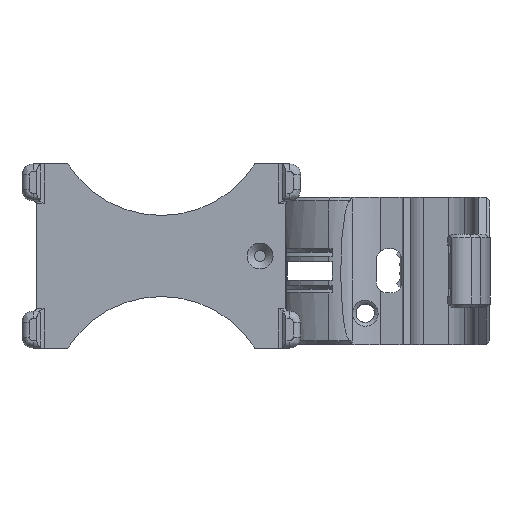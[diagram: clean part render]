
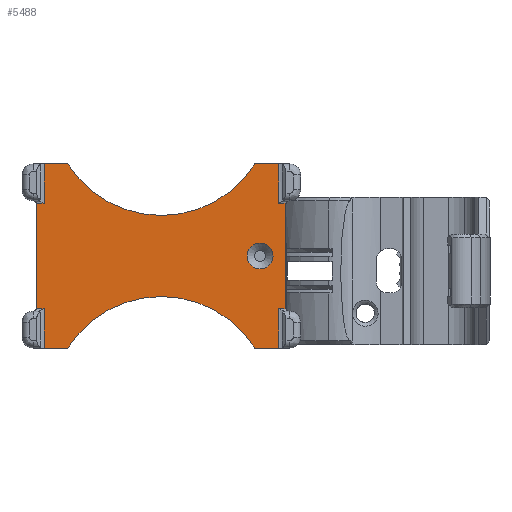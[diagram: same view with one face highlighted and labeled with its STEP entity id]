
A CAD part, left-side view. The second image highlights one B-rep face of the part: STEP entity #5488.
In plain terms, the highlighted face is planar.
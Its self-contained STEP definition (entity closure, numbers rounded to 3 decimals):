
#109=FACE_BOUND('',#891,.T.);
#170=PLANE('',#5927);
#555=FACE_OUTER_BOUND('',#890,.T.);
#890=EDGE_LOOP('',(#4206,#4207,#4208,#4209,#4210,#4211,#4212,#4213,#4214,
#4215,#4216,#4217,#4218,#4219,#4220,#4221,#4222,#4223,#4224,#4225));
#891=EDGE_LOOP('',(#4226));
#1265=LINE('',#8635,#1772);
#1277=LINE('',#8676,#1784);
#1290=LINE('',#8720,#1797);
#1304=LINE('',#8757,#1811);
#1305=LINE('',#8759,#1812);
#1306=LINE('',#8763,#1813);
#1307=LINE('',#8765,#1814);
#1308=LINE('',#8767,#1815);
#1309=LINE('',#8771,#1816);
#1310=LINE('',#8775,#1817);
#1311=LINE('',#8777,#1818);
#1312=LINE('',#8778,#1819);
#1313=LINE('',#8780,#1820);
#1314=LINE('',#8781,#1821);
#1772=VECTOR('',#6752,10.);
#1784=VECTOR('',#6780,10.);
#1797=VECTOR('',#6809,10.);
#1811=VECTOR('',#6829,10.);
#1812=VECTOR('',#6832,10.);
#1813=VECTOR('',#6835,10.);
#1814=VECTOR('',#6836,10.);
#1815=VECTOR('',#6837,10.);
#1816=VECTOR('',#6840,10.);
#1817=VECTOR('',#6843,10.);
#1818=VECTOR('',#6844,10.);
#1819=VECTOR('',#6845,10.);
#1820=VECTOR('',#6846,10.);
#1821=VECTOR('',#6847,10.);
#2185=CIRCLE('',#5905,30.);
#2189=CIRCLE('',#5914,1.);
#2190=CIRCLE('',#5917,1.);
#2194=CIRCLE('',#5928,30.);
#2195=CIRCLE('',#5929,1.);
#2196=CIRCLE('',#5930,1.);
#2197=CIRCLE('',#5931,3.5);
#2479=VERTEX_POINT('',#8625);
#2480=VERTEX_POINT('',#8627);
#2482=VERTEX_POINT('',#8633);
#2491=VERTEX_POINT('',#8659);
#2492=VERTEX_POINT('',#8661);
#2493=VERTEX_POINT('',#8674);
#2496=VERTEX_POINT('',#8682);
#2505=VERTEX_POINT('',#8717);
#2506=VERTEX_POINT('',#8719);
#2520=VERTEX_POINT('',#8750);
#2521=VERTEX_POINT('',#8760);
#2522=VERTEX_POINT('',#8762);
#2523=VERTEX_POINT('',#8764);
#2524=VERTEX_POINT('',#8766);
#2525=VERTEX_POINT('',#8768);
#2526=VERTEX_POINT('',#8770);
#2527=VERTEX_POINT('',#8772);
#2528=VERTEX_POINT('',#8774);
#2529=VERTEX_POINT('',#8776);
#2530=VERTEX_POINT('',#8779);
#2531=VERTEX_POINT('',#8782);
#3078=EDGE_CURVE('',#2480,#2479,#2185,.T.);
#3082=EDGE_CURVE('',#2479,#2482,#1265,.T.);
#3095=EDGE_CURVE('',#2492,#2491,#2189,.T.);
#3098=EDGE_CURVE('',#2491,#2493,#1277,.T.);
#3102=EDGE_CURVE('',#2493,#2496,#2190,.T.);
#3115=EDGE_CURVE('',#2506,#2505,#1290,.T.);
#3131=EDGE_CURVE('',#2520,#2496,#1304,.T.);
#3132=EDGE_CURVE('',#2506,#2520,#1305,.T.);
#3133=EDGE_CURVE('',#2505,#2521,#2194,.T.);
#3134=EDGE_CURVE('',#2521,#2522,#1306,.T.);
#3135=EDGE_CURVE('',#2523,#2522,#1307,.T.);
#3136=EDGE_CURVE('',#2524,#2523,#1308,.T.);
#3137=EDGE_CURVE('',#2524,#2525,#2195,.T.);
#3138=EDGE_CURVE('',#2525,#2526,#1309,.T.);
#3139=EDGE_CURVE('',#2526,#2527,#2196,.T.);
#3140=EDGE_CURVE('',#2528,#2527,#1310,.T.);
#3141=EDGE_CURVE('',#2529,#2528,#1311,.T.);
#3142=EDGE_CURVE('',#2529,#2480,#1312,.T.);
#3143=EDGE_CURVE('',#2530,#2482,#1313,.T.);
#3144=EDGE_CURVE('',#2492,#2530,#1314,.T.);
#3145=EDGE_CURVE('',#2531,#2531,#2197,.T.);
#4206=ORIENTED_EDGE('',*,*,#3131,.F.);
#4207=ORIENTED_EDGE('',*,*,#3132,.F.);
#4208=ORIENTED_EDGE('',*,*,#3115,.T.);
#4209=ORIENTED_EDGE('',*,*,#3133,.T.);
#4210=ORIENTED_EDGE('',*,*,#3134,.T.);
#4211=ORIENTED_EDGE('',*,*,#3135,.F.);
#4212=ORIENTED_EDGE('',*,*,#3136,.F.);
#4213=ORIENTED_EDGE('',*,*,#3137,.T.);
#4214=ORIENTED_EDGE('',*,*,#3138,.T.);
#4215=ORIENTED_EDGE('',*,*,#3139,.T.);
#4216=ORIENTED_EDGE('',*,*,#3140,.F.);
#4217=ORIENTED_EDGE('',*,*,#3141,.F.);
#4218=ORIENTED_EDGE('',*,*,#3142,.T.);
#4219=ORIENTED_EDGE('',*,*,#3078,.T.);
#4220=ORIENTED_EDGE('',*,*,#3082,.T.);
#4221=ORIENTED_EDGE('',*,*,#3143,.F.);
#4222=ORIENTED_EDGE('',*,*,#3144,.F.);
#4223=ORIENTED_EDGE('',*,*,#3095,.T.);
#4224=ORIENTED_EDGE('',*,*,#3098,.T.);
#4225=ORIENTED_EDGE('',*,*,#3102,.T.);
#4226=ORIENTED_EDGE('',*,*,#3145,.F.);
#5488=ADVANCED_FACE('',(#555,#109),#170,.T.);
#5905=AXIS2_PLACEMENT_3D('',#8628,#6744,#6745);
#5914=AXIS2_PLACEMENT_3D('',#8662,#6775,#6776);
#5917=AXIS2_PLACEMENT_3D('',#8693,#6785,#6786);
#5927=AXIS2_PLACEMENT_3D('',#8758,#6830,#6831);
#5928=AXIS2_PLACEMENT_3D('',#8761,#6833,#6834);
#5929=AXIS2_PLACEMENT_3D('',#8769,#6838,#6839);
#5930=AXIS2_PLACEMENT_3D('',#8773,#6841,#6842);
#5931=AXIS2_PLACEMENT_3D('',#8783,#6848,#6849);
#6744=DIRECTION('center_axis',(0.,0.,-1.));
#6745=DIRECTION('ref_axis',(0.846,-0.533,0.));
#6752=DIRECTION('',(-1.,0.,0.));
#6775=DIRECTION('center_axis',(0.,0.,-1.));
#6776=DIRECTION('ref_axis',(0.,1.,0.));
#6780=DIRECTION('',(0.,-1.,0.));
#6785=DIRECTION('center_axis',(0.,0.,-1.));
#6786=DIRECTION('ref_axis',(1.,0.,0.));
#6809=DIRECTION('',(1.,0.,0.));
#6829=DIRECTION('',(-1.,0.,0.));
#6830=DIRECTION('center_axis',(0.,0.,1.));
#6831=DIRECTION('ref_axis',(1.,0.,0.));
#6832=DIRECTION('',(0.,1.,0.));
#6833=DIRECTION('center_axis',(0.,0.,-1.));
#6834=DIRECTION('ref_axis',(-0.846,0.533,0.));
#6835=DIRECTION('',(1.,0.,0.));
#6836=DIRECTION('',(0.,-1.,0.));
#6837=DIRECTION('',(-1.,0.,0.));
#6838=DIRECTION('center_axis',(0.,0.,-1.));
#6839=DIRECTION('ref_axis',(0.,-1.,0.));
#6840=DIRECTION('',(0.,1.,0.));
#6841=DIRECTION('center_axis',(0.,0.,-1.));
#6842=DIRECTION('ref_axis',(-1.,0.,0.));
#6843=DIRECTION('',(1.,0.,0.));
#6844=DIRECTION('',(0.,-1.,0.));
#6845=DIRECTION('',(-1.,0.,0.));
#6846=DIRECTION('',(0.,1.,0.));
#6847=DIRECTION('',(1.,0.,0.));
#6848=DIRECTION('center_axis',(0.,0.,1.));
#6849=DIRECTION('ref_axis',(1.,0.,0.));
#8625=CARTESIAN_POINT('',(-60.177,50.,3.));
#8627=CARTESIAN_POINT('',(-9.423,50.,3.));
#8628=CARTESIAN_POINT('Origin',(-34.8,66.,3.));
#8633=CARTESIAN_POINT('',(-66.6,50.,3.));
#8635=CARTESIAN_POINT('',(-69.6,50.,3.));
#8659=CARTESIAN_POINT('',(-68.6,39.,3.));
#8661=CARTESIAN_POINT('',(-68.656,39.33,3.));
#8662=CARTESIAN_POINT('Origin',(-69.6,39.,3.));
#8674=CARTESIAN_POINT('',(-68.6,11.,3.));
#8676=CARTESIAN_POINT('',(-68.6,18.,3.));
#8682=CARTESIAN_POINT('',(-68.656,10.67,3.));
#8693=CARTESIAN_POINT('Origin',(-69.6,11.,3.));
#8717=CARTESIAN_POINT('',(-60.177,0.,3.));
#8719=CARTESIAN_POINT('',(-66.6,0.,3.));
#8720=CARTESIAN_POINT('',(0.,0.,3.));
#8750=CARTESIAN_POINT('',(-66.6,10.67,3.));
#8757=CARTESIAN_POINT('',(-52.2,10.67,3.));
#8758=CARTESIAN_POINT('Origin',(-34.8,25.,3.));
#8759=CARTESIAN_POINT('',(-66.6,0.,3.));
#8760=CARTESIAN_POINT('',(-9.423,0.,3.));
#8761=CARTESIAN_POINT('Origin',(-34.8,-16.,3.));
#8762=CARTESIAN_POINT('',(-3.,0.,3.));
#8763=CARTESIAN_POINT('',(0.,0.,3.));
#8764=CARTESIAN_POINT('',(-3.,10.67,3.));
#8765=CARTESIAN_POINT('',(-3.,0.,3.));
#8766=CARTESIAN_POINT('',(-0.944,10.67,3.));
#8767=CARTESIAN_POINT('',(-17.4,10.67,3.));
#8768=CARTESIAN_POINT('',(-1.,11.,3.));
#8769=CARTESIAN_POINT('Origin',(0.,11.,3.));
#8770=CARTESIAN_POINT('',(-1.,39.,3.));
#8771=CARTESIAN_POINT('',(-1.,32.,3.));
#8772=CARTESIAN_POINT('',(-0.944,39.33,3.));
#8773=CARTESIAN_POINT('Origin',(0.,39.,3.));
#8774=CARTESIAN_POINT('',(-3.,39.33,3.));
#8775=CARTESIAN_POINT('',(-17.4,39.33,3.));
#8776=CARTESIAN_POINT('',(-3.,50.,3.));
#8777=CARTESIAN_POINT('',(-3.,50.,3.));
#8778=CARTESIAN_POINT('',(-69.6,50.,3.));
#8779=CARTESIAN_POINT('',(-66.6,39.33,3.));
#8780=CARTESIAN_POINT('',(-66.6,50.,3.));
#8781=CARTESIAN_POINT('',(-52.2,39.33,3.));
#8782=CARTESIAN_POINT('',(-11.5,25.,3.));
#8783=CARTESIAN_POINT('Origin',(-8.,25.,3.));
